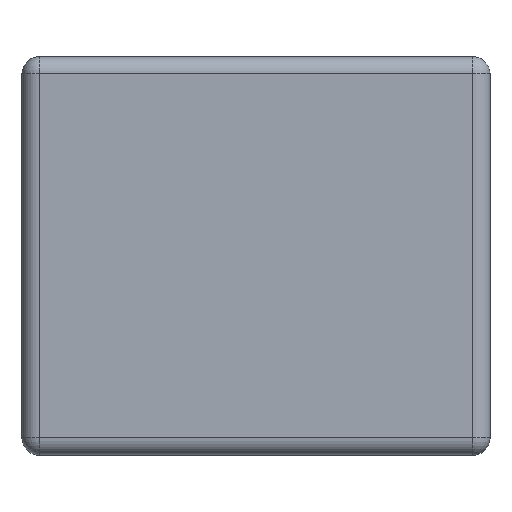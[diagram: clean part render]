
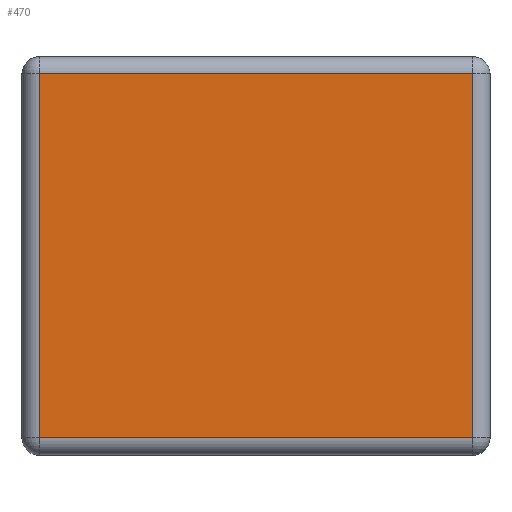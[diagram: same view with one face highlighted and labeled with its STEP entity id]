
A CAD part, left-side view. The second image highlights one B-rep face of the part: STEP entity #470.
In plain terms, the highlighted planar face has unit normal (-1, 0, 0).
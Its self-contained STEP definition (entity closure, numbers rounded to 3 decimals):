
#70=CARTESIAN_POINT('',(-1.7,-1.25,2.2));
#71=VERTEX_POINT('',#70);
#107=CARTESIAN_POINT('',(-1.7,1.25,2.2));
#108=VERTEX_POINT('',#107);
#141=CARTESIAN_POINT('',(-1.7,1.25,2.2));
#142=DIRECTION('',(0.0,-1.0,0.0));
#143=VECTOR('',#142,2.5);
#144=LINE('',#141,#143);
#145=EDGE_CURVE('',#108,#71,#144,.T.);
#410=CARTESIAN_POINT('',(-1.7,-1.25,0.1));
#411=VERTEX_POINT('',#410);
#412=CARTESIAN_POINT('',(-1.7,-1.25,2.2));
#413=DIRECTION('',(0.0,0.0,-1.0));
#414=VECTOR('',#413,2.1);
#415=LINE('',#412,#414);
#416=EDGE_CURVE('',#71,#411,#415,.T.);
#436=CARTESIAN_POINT('',(-1.7,1.25,0.1));
#437=VERTEX_POINT('',#436);
#445=CARTESIAN_POINT('',(-1.7,1.25,0.1));
#446=DIRECTION('',(0.0,0.0,1.0));
#447=VECTOR('',#446,2.1);
#448=LINE('',#445,#447);
#449=EDGE_CURVE('',#437,#108,#448,.T.);
#454=CARTESIAN_POINT('',(-1.7,-1.35,0.0));
#455=DIRECTION('',(-1.0,0.0,0.0));
#456=DIRECTION('',(0.0,0.0,1.0));
#457=AXIS2_PLACEMENT_3D('',#454,#455,#456);
#458=PLANE('',#457);
#459=ORIENTED_EDGE('',*,*,#416,.F.);
#460=ORIENTED_EDGE('',*,*,#145,.F.);
#461=ORIENTED_EDGE('',*,*,#449,.F.);
#462=CARTESIAN_POINT('',(-1.7,-1.25,0.1));
#463=DIRECTION('',(0.0,1.0,0.0));
#464=VECTOR('',#463,2.5);
#465=LINE('',#462,#464);
#466=EDGE_CURVE('',#411,#437,#465,.T.);
#467=ORIENTED_EDGE('',*,*,#466,.F.);
#468=EDGE_LOOP('',(#459,#460,#461,#467));
#469=FACE_OUTER_BOUND('',#468,.T.);
#470=ADVANCED_FACE('',(#469),#458,.T.);
